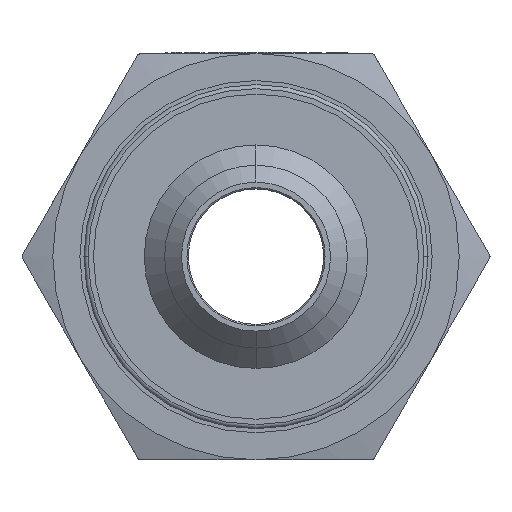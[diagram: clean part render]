
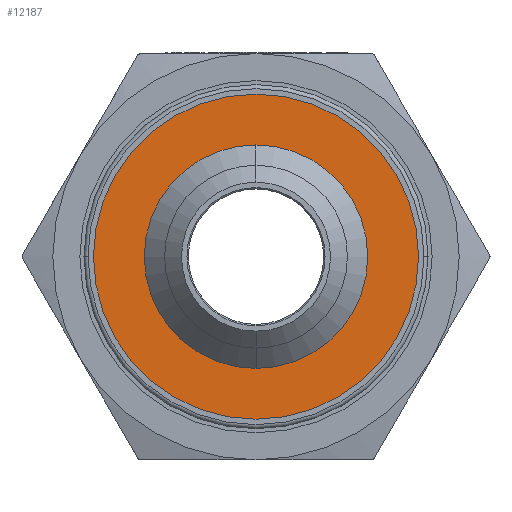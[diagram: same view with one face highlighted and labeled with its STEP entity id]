
A CAD part, left-side view. The second image highlights one B-rep face of the part: STEP entity #12187.
In plain terms, the highlighted planar face has unit normal (-1, 0, 0).
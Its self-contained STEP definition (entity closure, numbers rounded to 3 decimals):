
#156 = FACE_BOUND ( 'NONE', #5148, .T. ) ;
#189 = DIRECTION ( 'NONE',  ( 0., 1., 0. ) ) ;
#267 = EDGE_CURVE ( 'NONE', #977, #4528, #1609, .T. ) ;
#708 = CARTESIAN_POINT ( 'NONE',  ( -7.25, 0., -8.25 ) ) ;
#977 = VERTEX_POINT ( 'NONE', #8642 ) ;
#1024 = FACE_OUTER_BOUND ( 'NONE', #13520, .T. ) ;
#1196 = EDGE_CURVE ( 'NONE', #4528, #977, #9461, .T. ) ;
#1207 = AXIS2_PLACEMENT_3D ( 'NONE', #3596, #5666, #2291 ) ;
#1242 = PLANE ( 'NONE',  #11646 ) ;
#1609 = CIRCLE ( 'NONE', #13034, 8.25 ) ;
#2291 = DIRECTION ( 'NONE',  ( 0., 0., 1. ) ) ;
#2389 = AXIS2_PLACEMENT_3D ( 'NONE', #3605, #6960, #13613 ) ;
#2398 = CARTESIAN_POINT ( 'NONE',  ( -7.25, 0., 0. ) ) ;
#3393 = ORIENTED_EDGE ( 'NONE', *, *, #3802, .T. ) ;
#3505 = DIRECTION ( 'NONE',  ( 1., 0., 0. ) ) ;
#3596 = CARTESIAN_POINT ( 'NONE',  ( -7.25, 0., 0. ) ) ;
#3605 = CARTESIAN_POINT ( 'NONE',  ( -7.25, 0., 0. ) ) ;
#3802 = EDGE_CURVE ( 'NONE', #6378, #13812, #9729, .T. ) ;
#4528 = VERTEX_POINT ( 'NONE', #708 ) ;
#4589 = CARTESIAN_POINT ( 'NONE',  ( -7.25, 0., 0. ) ) ;
#4832 = CARTESIAN_POINT ( 'NONE',  ( -7.25, 0., 0. ) ) ;
#5148 = EDGE_LOOP ( 'NONE', ( #10469, #5635 ) ) ;
#5635 = ORIENTED_EDGE ( 'NONE', *, *, #1196, .T. ) ;
#5656 = DIRECTION ( 'NONE',  ( 1., 0., 0. ) ) ;
#5666 = DIRECTION ( 'NONE',  ( -1., 0., 0. ) ) ;
#5758 = DIRECTION ( 'NONE',  ( -1., 0., 0. ) ) ;
#6378 = VERTEX_POINT ( 'NONE', #6653 ) ;
#6653 = CARTESIAN_POINT ( 'NONE',  ( -7.25, 0., -12. ) ) ;
#6656 = DIRECTION ( 'NONE',  ( 0., 0., 1. ) ) ;
#6960 = DIRECTION ( 'NONE',  ( 1., 0., 0. ) ) ;
#8012 = CARTESIAN_POINT ( 'NONE',  ( -7.25, 0., 12. ) ) ;
#8642 = CARTESIAN_POINT ( 'NONE',  ( -7.25, 0., 8.25 ) ) ;
#9461 = CIRCLE ( 'NONE', #2389, 8.25 ) ;
#9729 = CIRCLE ( 'NONE', #1207, 12. ) ;
#10085 = DIRECTION ( 'NONE',  ( 0., 0., 1. ) ) ;
#10469 = ORIENTED_EDGE ( 'NONE', *, *, #267, .T. ) ;
#11646 = AXIS2_PLACEMENT_3D ( 'NONE', #2398, #3505, #189 ) ;
#12138 = CIRCLE ( 'NONE', #12997, 12. ) ;
#12187 = ADVANCED_FACE ( 'NONE', ( #156, #1024 ), #1242, .F. ) ;
#12561 = EDGE_CURVE ( 'NONE', #13812, #6378, #12138, .T. ) ;
#12997 = AXIS2_PLACEMENT_3D ( 'NONE', #4832, #5758, #10085 ) ;
#13034 = AXIS2_PLACEMENT_3D ( 'NONE', #4589, #5656, #6656 ) ;
#13477 = ORIENTED_EDGE ( 'NONE', *, *, #12561, .T. ) ;
#13520 = EDGE_LOOP ( 'NONE', ( #13477, #3393 ) ) ;
#13613 = DIRECTION ( 'NONE',  ( 0., 0., 1. ) ) ;
#13812 = VERTEX_POINT ( 'NONE', #8012 ) ;
